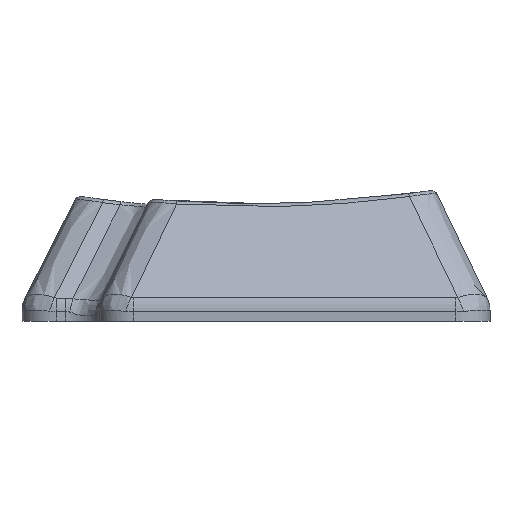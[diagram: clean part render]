
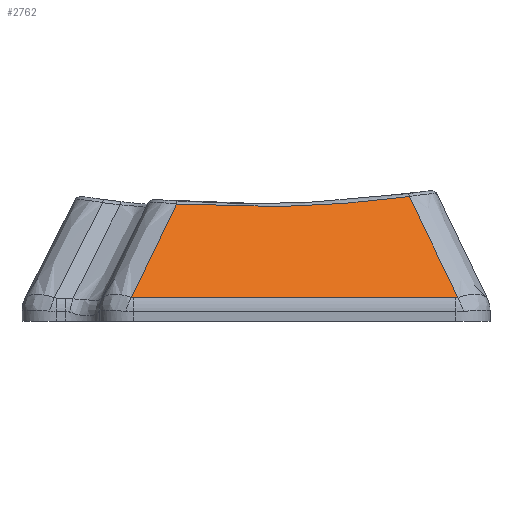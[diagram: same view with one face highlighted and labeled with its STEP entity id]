
A CAD part, front view. The second image highlights one B-rep face of the part: STEP entity #2762.
In plain terms, the highlighted planar face has unit normal (0, -0.839, 0.545).
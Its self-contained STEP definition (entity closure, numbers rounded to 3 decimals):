
#15=PLANE('',#2932);
#220=ELLIPSE('',#2924,0.918,0.5);
#222=ELLIPSE('',#2929,0.918,0.5);
#246=LINE('',#4963,#379);
#379=VECTOR('',#3144,10.);
#540=FACE_OUTER_BOUND('',#689,.T.);
#689=EDGE_LOOP('',(#2114,#2115,#2116,#2117,#2118,#2119));
#929=B_SPLINE_CURVE_WITH_KNOTS('',3,(#5164,#5165,#5166,#5167),
 .UNSPECIFIED.,.F.,.F.,(4,4),(-0.771,-0.066),
 .UNSPECIFIED.);
#931=B_SPLINE_CURVE_WITH_KNOTS('',3,(#5175,#5176,#5177,#5178),
 .UNSPECIFIED.,.F.,.F.,(4,4),(0.078,0.84),
 .UNSPECIFIED.);
#932=B_SPLINE_CURVE_WITH_KNOTS('',3,(#5179,#5180,#5181,#5182),
 .UNSPECIFIED.,.F.,.F.,(4,4),(-1.371,0.),
 .UNSPECIFIED.);
#1187=VERTEX_POINT('',#4922);
#1189=VERTEX_POINT('',#4953);
#1191=VERTEX_POINT('',#4959);
#1193=VERTEX_POINT('',#4980);
#1201=VERTEX_POINT('',#5163);
#1202=VERTEX_POINT('',#5174);
#1527=EDGE_CURVE('',#1187,#1189,#220,.T.);
#1530=EDGE_CURVE('',#1189,#1191,#246,.T.);
#1533=EDGE_CURVE('',#1191,#1193,#222,.T.);
#1548=EDGE_CURVE('',#1193,#1201,#929,.T.);
#1550=EDGE_CURVE('',#1202,#1187,#931,.T.);
#1551=EDGE_CURVE('',#1201,#1202,#932,.T.);
#2114=ORIENTED_EDGE('',*,*,#1533,.F.);
#2115=ORIENTED_EDGE('',*,*,#1530,.F.);
#2116=ORIENTED_EDGE('',*,*,#1527,.F.);
#2117=ORIENTED_EDGE('',*,*,#1550,.F.);
#2118=ORIENTED_EDGE('',*,*,#1551,.F.);
#2119=ORIENTED_EDGE('',*,*,#1548,.F.);
#2762=ADVANCED_FACE('',(#540),#15,.F.);
#2924=AXIS2_PLACEMENT_3D('',#4957,#3137,#3138);
#2929=AXIS2_PLACEMENT_3D('',#4984,#3149,#3150);
#2932=AXIS2_PLACEMENT_3D('',#5173,#3155,#3156);
#3137=DIRECTION('center_axis',(0.,0.839,-0.545));
#3138=DIRECTION('ref_axis',(0.,-0.545,-0.839));
#3144=DIRECTION('',(-1.,0.,0.));
#3149=DIRECTION('center_axis',(0.,0.839,-0.545));
#3150=DIRECTION('ref_axis',(0.,-0.545,-0.839));
#3155=DIRECTION('center_axis',(0.,0.839,-0.545));
#3156=DIRECTION('ref_axis',(-1.,0.,0.));
#4922=CARTESIAN_POINT('',(9.577,-18.35,0.394));
#4953=CARTESIAN_POINT('',(9.462,-18.363,0.373));
#4957=CARTESIAN_POINT('Origin',(9.462,-17.863,1.142));
#4959=CARTESIAN_POINT('',(-9.462,-18.363,0.373));
#4963=CARTESIAN_POINT('',(1.611,-18.363,0.373));
#4980=CARTESIAN_POINT('',(-9.577,-18.35,0.393));
#4984=CARTESIAN_POINT('Origin',(-9.462,-17.863,1.142));
#5163=CARTESIAN_POINT('',(-6.938,-14.789,5.875));
#5164=CARTESIAN_POINT('Ctrl Pts',(-9.577,-18.35,0.393));
#5165=CARTESIAN_POINT('Ctrl Pts',(-8.697,-17.163,2.221));
#5166=CARTESIAN_POINT('Ctrl Pts',(-7.818,-15.976,4.048));
#5167=CARTESIAN_POINT('Ctrl Pts',(-6.938,-14.789,5.875));
#5173=CARTESIAN_POINT('Origin',(-8.239,-14.235,6.727));
#5174=CARTESIAN_POINT('',(6.726,-14.503,6.315));
#5175=CARTESIAN_POINT('Ctrl Pts',(6.726,-14.503,6.315));
#5176=CARTESIAN_POINT('Ctrl Pts',(7.677,-15.785,4.341));
#5177=CARTESIAN_POINT('Ctrl Pts',(8.627,-17.067,2.367));
#5178=CARTESIAN_POINT('Ctrl Pts',(9.577,-18.35,0.394));
#5179=CARTESIAN_POINT('Ctrl Pts',(-6.938,-14.789,5.875));
#5180=CARTESIAN_POINT('Ctrl Pts',(-2.384,-14.994,5.56));
#5181=CARTESIAN_POINT('Ctrl Pts',(2.214,-14.897,5.709));
#5182=CARTESIAN_POINT('Ctrl Pts',(6.726,-14.503,6.315));
